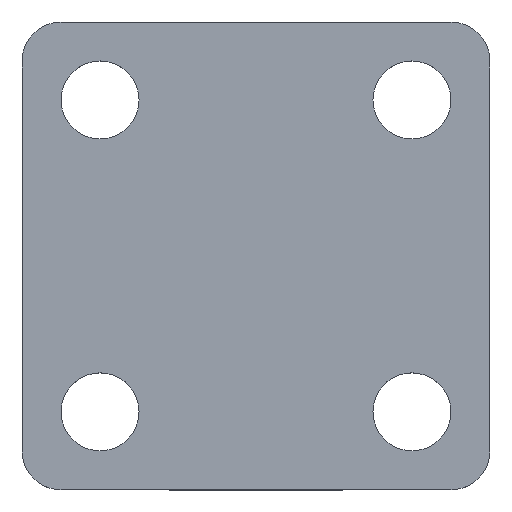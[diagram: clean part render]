
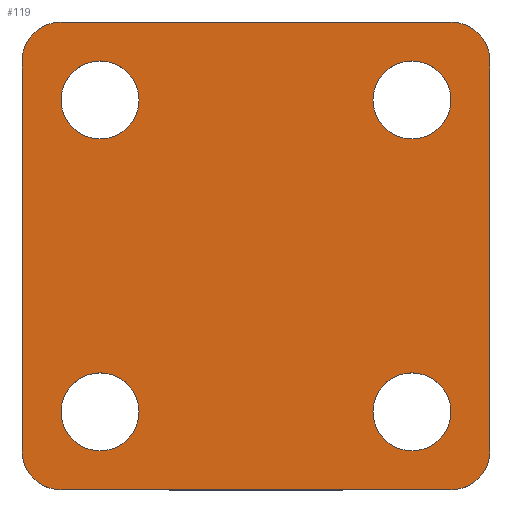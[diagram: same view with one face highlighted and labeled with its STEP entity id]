
A CAD part, top view. The second image highlights one B-rep face of the part: STEP entity #119.
In plain terms, the highlighted planar face has unit normal (0, 0, 1).
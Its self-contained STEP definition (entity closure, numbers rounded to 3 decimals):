
#119=ADVANCED_FACE('',(#215,#216,#217,#218,#219),#220,.T.);
#215=FACE_BOUND('',#315,.T.);
#216=FACE_BOUND('',#316,.T.);
#217=FACE_BOUND('',#317,.T.);
#218=FACE_BOUND('',#318,.T.);
#219=FACE_OUTER_BOUND('',#319,.T.);
#220=PLANE('',#320);
#315=EDGE_LOOP('',(#695,#696));
#316=EDGE_LOOP('',(#697,#698));
#317=EDGE_LOOP('',(#699,#700));
#318=EDGE_LOOP('',(#701,#702));
#319=EDGE_LOOP('',(#703,#704,#705,#706,#707,#708,#709,#710));
#320=AXIS2_PLACEMENT_3D('',#711,#712,#713);
#695=ORIENTED_EDGE('',*,*,#735,.T.);
#696=ORIENTED_EDGE('',*,*,#748,.T.);
#697=ORIENTED_EDGE('',*,*,#731,.T.);
#698=ORIENTED_EDGE('',*,*,#780,.T.);
#699=ORIENTED_EDGE('',*,*,#727,.T.);
#700=ORIENTED_EDGE('',*,*,#804,.T.);
#701=ORIENTED_EDGE('',*,*,#723,.T.);
#702=ORIENTED_EDGE('',*,*,#826,.T.);
#703=ORIENTED_EDGE('',*,*,#768,.F.);
#704=ORIENTED_EDGE('',*,*,#833,.F.);
#705=ORIENTED_EDGE('',*,*,#813,.F.);
#706=ORIENTED_EDGE('',*,*,#818,.F.);
#707=ORIENTED_EDGE('',*,*,#789,.F.);
#708=ORIENTED_EDGE('',*,*,#794,.F.);
#709=ORIENTED_EDGE('',*,*,#757,.F.);
#710=ORIENTED_EDGE('',*,*,#763,.F.);
#711=CARTESIAN_POINT('',(0.0,0.0,6.0));
#712=DIRECTION('',(0.0,0.0,1.0));
#713=DIRECTION('',(1.0,0.0,0.0));
#723=EDGE_CURVE('',#862,#859,#863,.T.);
#727=EDGE_CURVE('',#870,#867,#871,.T.);
#731=EDGE_CURVE('',#878,#875,#879,.T.);
#735=EDGE_CURVE('',#886,#883,#887,.T.);
#748=EDGE_CURVE('',#883,#886,#909,.T.);
#757=EDGE_CURVE('',#922,#924,#925,.T.);
#763=EDGE_CURVE('',#933,#922,#935,.T.);
#768=EDGE_CURVE('',#942,#933,#944,.T.);
#780=EDGE_CURVE('',#875,#878,#963,.T.);
#789=EDGE_CURVE('',#976,#978,#979,.T.);
#794=EDGE_CURVE('',#924,#976,#987,.T.);
#804=EDGE_CURVE('',#867,#870,#1002,.T.);
#813=EDGE_CURVE('',#1015,#1017,#1018,.T.);
#818=EDGE_CURVE('',#978,#1015,#1026,.T.);
#826=EDGE_CURVE('',#859,#862,#1036,.T.);
#833=EDGE_CURVE('',#1017,#942,#1046,.T.);
#859=VERTEX_POINT('',#1078);
#862=VERTEX_POINT('',#1082);
#863=CIRCLE('',#1083,2.25);
#867=VERTEX_POINT('',#1088);
#870=VERTEX_POINT('',#1092);
#871=CIRCLE('',#1093,2.25);
#875=VERTEX_POINT('',#1098);
#878=VERTEX_POINT('',#1102);
#879=CIRCLE('',#1103,2.25);
#883=VERTEX_POINT('',#1108);
#886=VERTEX_POINT('',#1112);
#887=CIRCLE('',#1113,2.25);
#909=CIRCLE('',#1143,2.25);
#922=VERTEX_POINT('',#1160);
#924=VERTEX_POINT('',#1163);
#925=LINE('',#1164,#1165);
#933=VERTEX_POINT('',#1177);
#935=CIRCLE('',#1180,2.25);
#942=VERTEX_POINT('',#1190);
#944=LINE('',#1193,#1194);
#963=CIRCLE('',#1220,2.25);
#976=VERTEX_POINT('',#1237);
#978=VERTEX_POINT('',#1240);
#979=LINE('',#1241,#1242);
#987=CIRCLE('',#1254,2.25);
#1002=CIRCLE('',#1275,2.25);
#1015=VERTEX_POINT('',#1292);
#1017=VERTEX_POINT('',#1295);
#1018=LINE('',#1296,#1297);
#1026=CIRCLE('',#1309,2.25);
#1036=CIRCLE('',#1323,2.25);
#1046=CIRCLE('',#1337,2.25);
#1078=CARTESIAN_POINT('',(-6.75,-9.0,6.0));
#1082=CARTESIAN_POINT('',(-11.25,-9.0,6.0));
#1083=AXIS2_PLACEMENT_3D('',#1371,#1372,#1373);
#1088=CARTESIAN_POINT('',(9.0,-6.75,6.0));
#1092=CARTESIAN_POINT('',(9.0,-11.25,6.0));
#1093=AXIS2_PLACEMENT_3D('',#1379,#1380,#1381);
#1098=CARTESIAN_POINT('',(6.75,9.0,6.0));
#1102=CARTESIAN_POINT('',(11.25,9.0,6.0));
#1103=AXIS2_PLACEMENT_3D('',#1387,#1388,#1389);
#1108=CARTESIAN_POINT('',(-9.0,6.75,6.0));
#1112=CARTESIAN_POINT('',(-9.0,11.25,6.0));
#1113=AXIS2_PLACEMENT_3D('',#1395,#1396,#1397);
#1143=AXIS2_PLACEMENT_3D('',#1418,#1419,#1420);
#1160=CARTESIAN_POINT('',(-11.25,13.5,6.0));
#1163=CARTESIAN_POINT('',(11.25,13.5,6.0));
#1164=CARTESIAN_POINT('',(11.25,13.5,6.0));
#1165=VECTOR('',#1435,1.0);
#1177=CARTESIAN_POINT('',(-13.5,11.25,6.0));
#1180=AXIS2_PLACEMENT_3D('',#1441,#1442,#1443);
#1190=CARTESIAN_POINT('',(-13.5,-11.25,6.0));
#1193=CARTESIAN_POINT('',(-13.5,11.25,6.0));
#1194=VECTOR('',#1448,1.0);
#1220=AXIS2_PLACEMENT_3D('',#1468,#1469,#1470);
#1237=CARTESIAN_POINT('',(13.5,11.25,6.0));
#1240=CARTESIAN_POINT('',(13.5,-11.25,6.0));
#1241=CARTESIAN_POINT('',(13.5,-11.25,6.0));
#1242=VECTOR('',#1485,1.0);
#1254=AXIS2_PLACEMENT_3D('',#1490,#1491,#1492);
#1275=AXIS2_PLACEMENT_3D('',#1508,#1509,#1510);
#1292=CARTESIAN_POINT('',(11.25,-13.5,6.0));
#1295=CARTESIAN_POINT('',(-11.25,-13.5,6.0));
#1296=CARTESIAN_POINT('',(-11.25,-13.5,6.0));
#1297=VECTOR('',#1525,1.0);
#1309=AXIS2_PLACEMENT_3D('',#1530,#1531,#1532);
#1323=AXIS2_PLACEMENT_3D('',#1546,#1547,#1548);
#1337=AXIS2_PLACEMENT_3D('',#1559,#1560,#1561);
#1371=CARTESIAN_POINT('',(-9.0,-9.0,6.0));
#1372=DIRECTION('',(0.0,0.0,-1.0));
#1373=DIRECTION('',(1.0,0.0,0.0));
#1379=CARTESIAN_POINT('',(9.0,-9.0,6.0));
#1380=DIRECTION('',(0.0,0.0,-1.0));
#1381=DIRECTION('',(0.,1.0,0.0));
#1387=CARTESIAN_POINT('',(9.0,9.0,6.0));
#1388=DIRECTION('',(-0.0,0.0,-1.0));
#1389=DIRECTION('',(-1.0,0.,0.0));
#1395=CARTESIAN_POINT('',(-9.0,9.0,6.0));
#1396=DIRECTION('',(-0.0,0.0,-1.0));
#1397=DIRECTION('',(0.,-1.0,0.0));
#1418=CARTESIAN_POINT('',(-9.0,9.0,6.0));
#1419=DIRECTION('',(-0.0,0.0,-1.0));
#1420=DIRECTION('',(0.,-1.0,0.0));
#1435=DIRECTION('',(1.0,0.0,0.0));
#1441=CARTESIAN_POINT('',(-11.25,11.25,6.0));
#1442=DIRECTION('',(0.0,0.0,-1.0));
#1443=DIRECTION('',(1.0,0.0,0.0));
#1448=DIRECTION('',(0.0,1.0,0.0));
#1468=CARTESIAN_POINT('',(9.0,9.0,6.0));
#1469=DIRECTION('',(-0.0,0.0,-1.0));
#1470=DIRECTION('',(-1.0,0.,0.0));
#1485=DIRECTION('',(-0.0,-1.0,-0.0));
#1490=CARTESIAN_POINT('',(11.25,11.25,6.0));
#1491=DIRECTION('',(0.0,0.0,-1.0));
#1492=DIRECTION('',(1.0,0.0,0.0));
#1508=CARTESIAN_POINT('',(9.0,-9.0,6.0));
#1509=DIRECTION('',(0.0,0.0,-1.0));
#1510=DIRECTION('',(0.,1.0,0.0));
#1525=DIRECTION('',(-1.0,-0.0,-0.0));
#1530=CARTESIAN_POINT('',(11.25,-11.25,6.0));
#1531=DIRECTION('',(0.0,0.0,-1.0));
#1532=DIRECTION('',(1.0,0.0,0.0));
#1546=CARTESIAN_POINT('',(-9.0,-9.0,6.0));
#1547=DIRECTION('',(0.0,0.0,-1.0));
#1548=DIRECTION('',(1.0,0.0,0.0));
#1559=CARTESIAN_POINT('',(-11.25,-11.25,6.0));
#1560=DIRECTION('',(0.0,0.0,-1.0));
#1561=DIRECTION('',(1.0,0.0,0.0));
